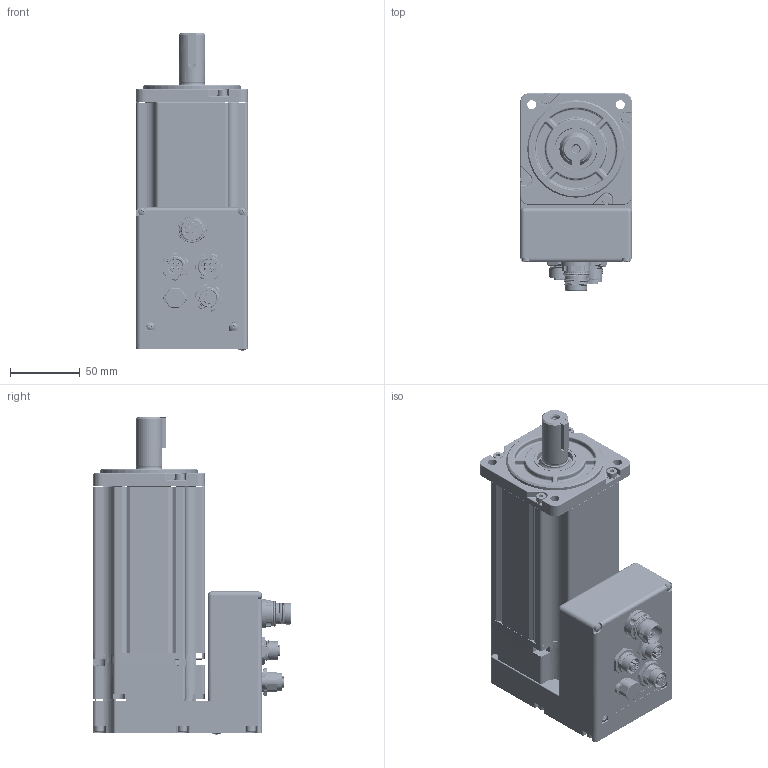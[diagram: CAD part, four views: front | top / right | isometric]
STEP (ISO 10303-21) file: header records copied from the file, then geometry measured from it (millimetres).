
FILE_DESCRIPTION (( 'STEP AP203' ), '1' );
FILE_NAME ('MDX+80-550W Fraba&棠晤 IP65 EC 湍价陬.STEP', '2023-01-11T05:11:48', ( '' ), ( '' ), 'SwSTEP 2.0', 'SolidWorks 2015', '' );
FILE_SCHEMA (( 'CONFIG_CONTROL_DESIGN' ));
Products named in the file (1): MDX+80-550W Fraba&棠晤 IP65 EC 湍价陬
Bounding box: 80.15 x 141.67 x 227.86 mm (x, y, z)
Surface area: 127491.8 mm2 (no closed solid volume)
Topology: 0 solids, 63 shells, 2876 faces, 7311 edges, 4930 vertices
Faces by surface type: cylinder 1559, plane 946, bspline 147, cone 105, torus 83, sphere 36
Entity records: 111184 total; most frequent: CARTESIAN_POINT 41366, DIRECTION 15394, ORIENTED_EDGE 13173, EDGE_CURVE 7302, AXIS2_PLACEMENT_3D 6226, VERTEX_POINT 4930, EDGE_LOOP 3501, CIRCLE 3496
